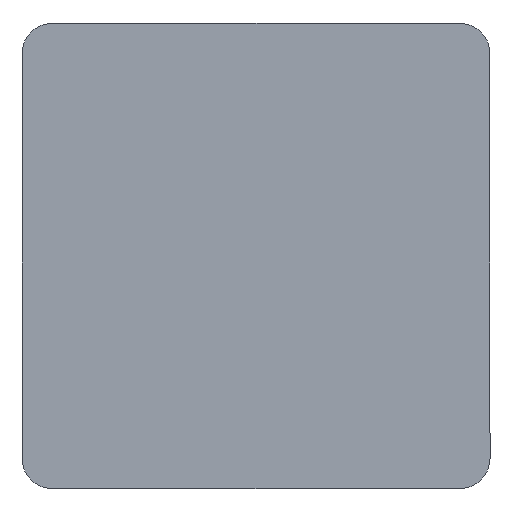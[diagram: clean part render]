
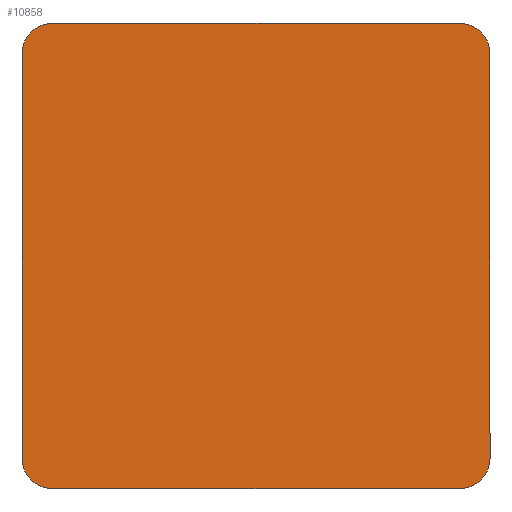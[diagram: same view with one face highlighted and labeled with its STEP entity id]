
A CAD part, top view. The second image highlights one B-rep face of the part: STEP entity #10858.
In plain terms, the highlighted planar face has unit normal (0, 0, 1).
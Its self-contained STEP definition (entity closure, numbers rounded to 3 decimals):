
#1216=PLANE('',#11233);
#2183=LINE('',#19072,#3158);
#2186=LINE('',#19080,#3161);
#2189=LINE('',#19088,#3164);
#2192=LINE('',#19095,#3167);
#3158=VECTOR('',#12884,10.);
#3161=VECTOR('',#12893,10.);
#3164=VECTOR('',#12902,10.);
#3167=VECTOR('',#12911,10.);
#3779=FACE_OUTER_BOUND('',#4440,.T.);
#4440=EDGE_LOOP('',(#10247,#10248,#10249,#10250,#10251,#10252,#10253,#10254));
#4478=CIRCLE('',#11222,6.);
#4479=CIRCLE('',#11225,6.);
#4480=CIRCLE('',#11228,6.);
#4481=CIRCLE('',#11231,6.);
#5520=VERTEX_POINT('',#19065);
#5521=VERTEX_POINT('',#19067);
#5522=VERTEX_POINT('',#19071);
#5523=VERTEX_POINT('',#19075);
#5524=VERTEX_POINT('',#19079);
#5525=VERTEX_POINT('',#19083);
#5526=VERTEX_POINT('',#19087);
#5527=VERTEX_POINT('',#19091);
#7090=EDGE_CURVE('',#5521,#5520,#4478,.T.);
#7092=EDGE_CURVE('',#5522,#5521,#2183,.T.);
#7094=EDGE_CURVE('',#5523,#5522,#4479,.T.);
#7096=EDGE_CURVE('',#5524,#5523,#2186,.T.);
#7098=EDGE_CURVE('',#5525,#5524,#4480,.T.);
#7100=EDGE_CURVE('',#5526,#5525,#2189,.T.);
#7102=EDGE_CURVE('',#5527,#5526,#4481,.T.);
#7104=EDGE_CURVE('',#5520,#5527,#2192,.T.);
#10247=ORIENTED_EDGE('',*,*,#7104,.T.);
#10248=ORIENTED_EDGE('',*,*,#7102,.T.);
#10249=ORIENTED_EDGE('',*,*,#7100,.T.);
#10250=ORIENTED_EDGE('',*,*,#7098,.T.);
#10251=ORIENTED_EDGE('',*,*,#7096,.T.);
#10252=ORIENTED_EDGE('',*,*,#7094,.T.);
#10253=ORIENTED_EDGE('',*,*,#7092,.T.);
#10254=ORIENTED_EDGE('',*,*,#7090,.T.);
#10858=ADVANCED_FACE('',(#3779),#1216,.T.);
#11222=AXIS2_PLACEMENT_3D('',#19068,#12879,#12880);
#11225=AXIS2_PLACEMENT_3D('',#19076,#12888,#12889);
#11228=AXIS2_PLACEMENT_3D('',#19084,#12897,#12898);
#11231=AXIS2_PLACEMENT_3D('',#19092,#12906,#12907);
#11233=AXIS2_PLACEMENT_3D('',#19096,#12912,#12913);
#12879=DIRECTION('center_axis',(0.,0.,
1.));
#12880=DIRECTION('ref_axis',(0.,-1.,0.));
#12884=DIRECTION('',(1.,0.,0.));
#12888=DIRECTION('center_axis',(0.,0.,
1.));
#12889=DIRECTION('ref_axis',(-1.,0.,0.));
#12893=DIRECTION('',(0.,-1.,0.));
#12897=DIRECTION('center_axis',(0.,0.,
1.));
#12898=DIRECTION('ref_axis',(0.,1.,0.));
#12902=DIRECTION('',(-1.,0.,0.));
#12906=DIRECTION('center_axis',(0.,0.,
1.));
#12907=DIRECTION('ref_axis',(1.,0.,0.));
#12911=DIRECTION('',(0.,1.,0.));
#12912=DIRECTION('center_axis',(0.,0.,
1.));
#12913=DIRECTION('ref_axis',(1.,0.,0.));
#19065=CARTESIAN_POINT('',(48.646,-5.195,-101.073));
#19067=CARTESIAN_POINT('',(42.646,-11.195,-101.073));
#19068=CARTESIAN_POINT('Origin',(42.646,-5.195,-101.073));
#19071=CARTESIAN_POINT('',(-37.354,-11.195,-101.073));
#19072=CARTESIAN_POINT('',(-37.354,-11.195,-101.073));
#19075=CARTESIAN_POINT('',(-43.354,-5.195,-101.073));
#19076=CARTESIAN_POINT('Origin',(-37.354,-5.195,-101.073));
#19079=CARTESIAN_POINT('',(-43.354,74.306,-101.073));
#19080=CARTESIAN_POINT('',(-43.354,74.306,-101.073));
#19083=CARTESIAN_POINT('',(-37.354,80.306,-101.073));
#19084=CARTESIAN_POINT('Origin',(-37.354,74.306,-101.073));
#19087=CARTESIAN_POINT('',(42.646,80.306,-101.073));
#19088=CARTESIAN_POINT('',(42.646,80.306,-101.073));
#19091=CARTESIAN_POINT('',(48.646,74.306,-101.073));
#19092=CARTESIAN_POINT('Origin',(42.646,74.306,-101.073));
#19095=CARTESIAN_POINT('',(48.646,-5.195,-101.073));
#19096=CARTESIAN_POINT('Origin',(2.646,34.556,-101.073));
